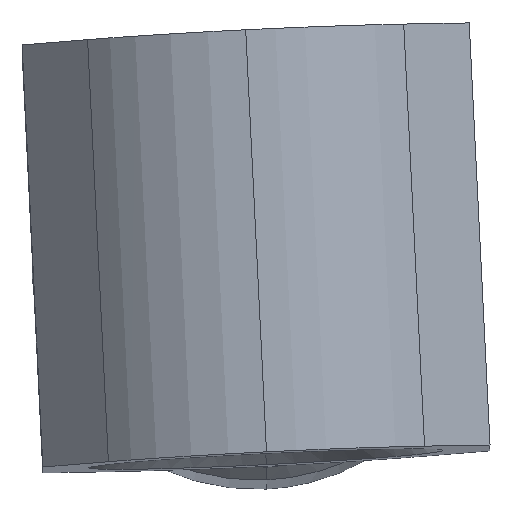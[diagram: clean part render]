
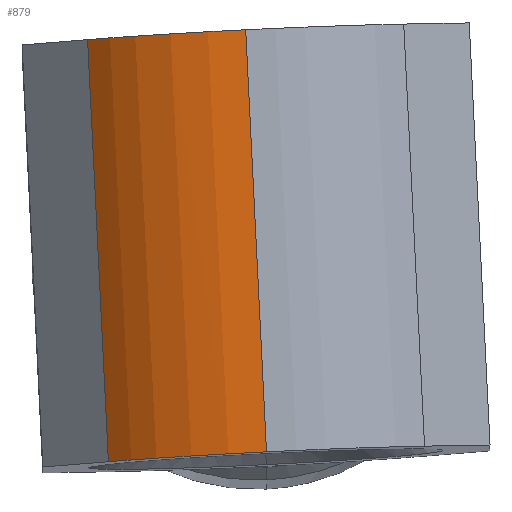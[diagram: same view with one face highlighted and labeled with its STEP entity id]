
A CAD part, left-side view. The second image highlights one B-rep face of the part: STEP entity #879.
In plain terms, the highlighted free-form (B-spline) face has degree [1, 3] with [2, 4] control points.
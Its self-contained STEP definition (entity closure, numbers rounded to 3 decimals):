
#14 = CARTESIAN_POINT ( 'NONE',  ( -34.432, 4.542, 9.163 ) ) ;
#149 = CARTESIAN_POINT ( 'NONE',  ( -32.767, 9.645, -8.171 ) ) ;
#189 = CARTESIAN_POINT ( 'NONE',  ( -33.516, 9.19, 8.905 ) ) ;
#363 = CARTESIAN_POINT ( 'NONE',  ( -34.972, 3.705, -7.807 ) ) ;
#441 = CARTESIAN_POINT ( 'NONE',  ( -33.516, 9.19, 8.905 ) ) ;
#468 = B_SPLINE_CURVE_WITH_KNOTS ( 'NONE', 1,
 ( #1151, #2535 ),
 .UNSPECIFIED., .F., .F.,
 ( 2, 2 ),
 ( -1., 0. ),
 .UNSPECIFIED. ) ;
#631 = FACE_OUTER_BOUND ( 'NONE', #2550, .T. ) ;
#646 = ORIENTED_EDGE ( 'NONE', *, *, #1851, .F. ) ;
#709 = ORIENTED_EDGE ( 'NONE', *, *, #2370, .T. ) ;
#763 = CARTESIAN_POINT ( 'NONE',  ( -34.432, 4.542, 9.163 ) ) ;
#778 = CARTESIAN_POINT ( 'NONE',  ( -34.972, 3.705, -7.807 ) ) ;
#818 = CARTESIAN_POINT ( 'NONE',  ( -34.069, 7.69, -8.033 ) ) ;
#879 = ADVANCED_FACE ( 'NONE', ( #631 ), #3175, .F. ) ;
#1061 = VERTEX_POINT ( 'NONE', #1723 ) ;
#1138 = B_SPLINE_CURVE_WITH_KNOTS ( 'NONE', 3,
 ( #1473, #3197, #1458, #2843, #1823, #818, #3860, #2813, #149, #1139 ),
 .UNSPECIFIED., .F., .F.,
 ( 4, 2, 2, 2, 4 ),
 ( 0., 0.196, 0.393, 0.589, 0.785 ),
 .UNSPECIFIED. ) ;
#1139 = CARTESIAN_POINT ( 'NONE',  ( -32.35, 10.062, -8.204 ) ) ;
#1151 = CARTESIAN_POINT ( 'NONE',  ( -31.81, 10.899, 8.766 ) ) ;
#1184 = EDGE_CURVE ( 'NONE', #3909, #3477, #1138, .T. ) ;
#1458 = CARTESIAN_POINT ( 'NONE',  ( -34.917, 4.88, -7.867 ) ) ;
#1473 = CARTESIAN_POINT ( 'NONE',  ( -34.972, 3.705, -7.807 ) ) ;
#1589 = CARTESIAN_POINT ( 'NONE',  ( -31.81, 10.899, 8.766 ) ) ;
#1608 = ORIENTED_EDGE ( 'NONE', *, *, #4023, .T. ) ;
#1723 = CARTESIAN_POINT ( 'NONE',  ( -31.81, 10.899, 8.766 ) ) ;
#1739 = CARTESIAN_POINT ( 'NONE',  ( -32.35, 10.062, -8.204 ) ) ;
#1823 = CARTESIAN_POINT ( 'NONE',  ( -34.519, 6.6, -7.965 ) ) ;
#1851 = EDGE_CURVE ( 'NONE', #2858, #3909, #2885, .T. ) ;
#1932 = CARTESIAN_POINT ( 'NONE',  ( -34.432, 4.542, 9.163 ) ) ;
#2363 =( BOUNDED_CURVE ( )  B_SPLINE_CURVE ( 3, ( #1932, #2954, #189, #1589 ),
 .UNSPECIFIED., .F., .F. ) 
 B_SPLINE_CURVE_WITH_KNOTS ( ( 4, 4 ),
 ( -0.785, 0. ),
 .UNSPECIFIED. ) 
 CURVE ( )  GEOMETRIC_REPRESENTATION_ITEM ( )  RATIONAL_B_SPLINE_CURVE ( ( 1., 0.949, 0.949, 1. ) ) 
 REPRESENTATION_ITEM ( '' )  );
#2370 = EDGE_CURVE ( 'NONE', #1061, #3477, #468, .T. ) ;
#2535 = CARTESIAN_POINT ( 'NONE',  ( -32.35, 10.062, -8.204 ) ) ;
#2550 = EDGE_LOOP ( 'NONE', ( #1608, #709, #3497, #646 ) ) ;
#2723 = CARTESIAN_POINT ( 'NONE',  ( -34.972, 3.705, -7.807 ) ) ;
#2813 = CARTESIAN_POINT ( 'NONE',  ( -33.139, 9.19, -8.136 ) ) ;
#2814 = CARTESIAN_POINT ( 'NONE',  ( -31.81, 10.899, 8.766 ) ) ;
#2843 = CARTESIAN_POINT ( 'NONE',  ( -34.689, 6.038, -7.931 ) ) ;
#2858 = VERTEX_POINT ( 'NONE', #3028 ) ;
#2885 = B_SPLINE_CURVE_WITH_KNOTS ( 'NONE', 1,
 ( #14, #2723 ),
 .UNSPECIFIED., .F., .F.,
 ( 2, 2 ),
 ( -1., 0. ),
 .UNSPECIFIED. ) ;
#2954 = CARTESIAN_POINT ( 'NONE',  ( -34.437, 6.958, 9.044 ) ) ;
#3028 = CARTESIAN_POINT ( 'NONE',  ( -34.432, 4.542, 9.163 ) ) ;
#3175 =( BOUNDED_SURFACE ( )  B_SPLINE_SURFACE ( 1, 3, ( 
 ( #763, #4176, #441, #2814 ),
 ( #778, #3791, #3434, #3778 ) ),
 .UNSPECIFIED., .F., .F., .F. ) 
 B_SPLINE_SURFACE_WITH_KNOTS ( ( 2, 2 ),
 ( 4, 4 ),
 ( 0., 1. ),
 ( 0., 1. ),
 .UNSPECIFIED. ) 
 GEOMETRIC_REPRESENTATION_ITEM ( )  RATIONAL_B_SPLINE_SURFACE ( (
 ( 1., 0.949, 0.949, 1.),
 ( 1., 0.949, 0.949, 1.) ) ) 
 REPRESENTATION_ITEM ( '' )  SURFACE ( )  );
#3197 = CARTESIAN_POINT ( 'NONE',  ( -34.973, 4.295, -7.836 ) ) ;
#3434 = CARTESIAN_POINT ( 'NONE',  ( -34.056, 8.353, -8.066 ) ) ;
#3477 = VERTEX_POINT ( 'NONE', #1739 ) ;
#3497 = ORIENTED_EDGE ( 'NONE', *, *, #1184, .F. ) ;
#3778 = CARTESIAN_POINT ( 'NONE',  ( -32.35, 10.062, -8.204 ) ) ;
#3791 = CARTESIAN_POINT ( 'NONE',  ( -34.977, 6.121, -7.926 ) ) ;
#3860 = CARTESIAN_POINT ( 'NONE',  ( -33.793, 8.209, -8.067 ) ) ;
#3909 = VERTEX_POINT ( 'NONE', #363 ) ;
#4023 = EDGE_CURVE ( 'NONE', #2858, #1061, #2363, .T. ) ;
#4176 = CARTESIAN_POINT ( 'NONE',  ( -34.437, 6.958, 9.044 ) ) ;
